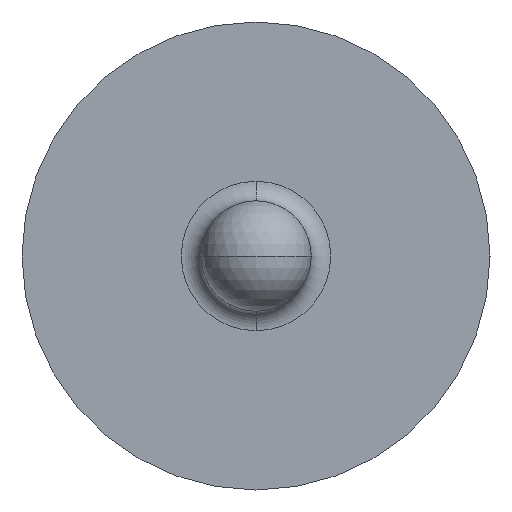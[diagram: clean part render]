
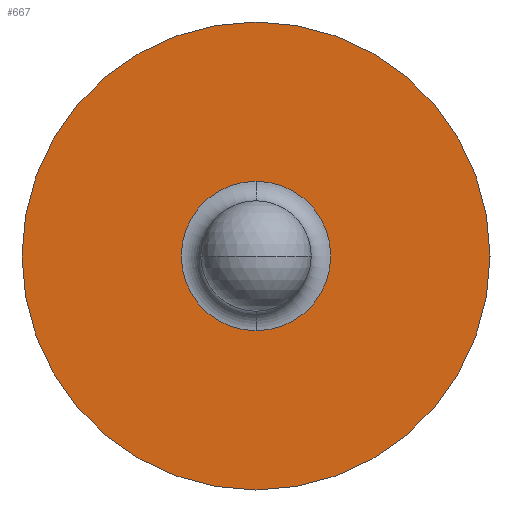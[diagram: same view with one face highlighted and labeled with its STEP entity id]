
A CAD part, left-side view. The second image highlights one B-rep face of the part: STEP entity #667.
In plain terms, the highlighted planar face has unit normal (-1, 0, 0).
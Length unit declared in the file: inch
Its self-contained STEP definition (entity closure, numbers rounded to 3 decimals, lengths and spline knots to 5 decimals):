
#4 = AXIS2_PLACEMENT_3D ( 'NONE', #23, #307, #298 ) ;
#11 = DIRECTION ( 'NONE',  ( -1., 0., 0. ) ) ;
#23 = CARTESIAN_POINT ( 'NONE',  ( 0.069, 0., 0. ) ) ;
#43 = EDGE_LOOP ( 'NONE', ( #71, #486 ) ) ;
#55 = DIRECTION ( 'NONE',  ( 0., 0., 1. ) ) ;
#71 = ORIENTED_EDGE ( 'NONE', *, *, #127, .T. ) ;
#78 = PLANE ( 'NONE',  #173 ) ;
#79 = DIRECTION ( 'NONE',  ( -1., 0., 0. ) ) ;
#127 = EDGE_CURVE ( 'NONE', #492, #227, #461, .T. ) ;
#141 = CIRCLE ( 'NONE', #544, 0.036 ) ;
#173 = AXIS2_PLACEMENT_3D ( 'NONE', #289, #247, #348 ) ;
#217 = VERTEX_POINT ( 'NONE', #290 ) ;
#227 = VERTEX_POINT ( 'NONE', #235 ) ;
#235 = CARTESIAN_POINT ( 'NONE',  ( 0.069, 0., -0.036 ) ) ;
#247 = DIRECTION ( 'NONE',  ( 1., 0., 0. ) ) ;
#248 = DIRECTION ( 'NONE',  ( 0., 0., 1. ) ) ;
#261 = EDGE_CURVE ( 'NONE', #453, #217, #705, .T. ) ;
#287 = EDGE_CURVE ( 'NONE', #227, #492, #141, .T. ) ;
#289 = CARTESIAN_POINT ( 'NONE',  ( 0.069, 0.036, 0. ) ) ;
#290 = CARTESIAN_POINT ( 'NONE',  ( 0.069, 0., 0.0115 ) ) ;
#298 = DIRECTION ( 'NONE',  ( 0., 0., 1. ) ) ;
#303 = DIRECTION ( 'NONE',  ( 0., 0., 1. ) ) ;
#307 = DIRECTION ( 'NONE',  ( -1., 0., 0. ) ) ;
#342 = AXIS2_PLACEMENT_3D ( 'NONE', #412, #349, #248 ) ;
#346 = EDGE_CURVE ( 'NONE', #217, #453, #371, .T. ) ;
#348 = DIRECTION ( 'NONE',  ( 0., 0., -1. ) ) ;
#349 = DIRECTION ( 'NONE',  ( -1., 0., 0. ) ) ;
#354 = FACE_BOUND ( 'NONE', #444, .T. ) ;
#371 = CIRCLE ( 'NONE', #4, 0.0115 ) ;
#412 = CARTESIAN_POINT ( 'NONE',  ( 0.069, 0., 0. ) ) ;
#426 = ORIENTED_EDGE ( 'NONE', *, *, #261, .F. ) ;
#444 = EDGE_LOOP ( 'NONE', ( #485, #426 ) ) ;
#453 = VERTEX_POINT ( 'NONE', #580 ) ;
#461 = CIRCLE ( 'NONE', #481, 0.036 ) ;
#468 = CARTESIAN_POINT ( 'NONE',  ( 0.069, 0., 0.036 ) ) ;
#481 = AXIS2_PLACEMENT_3D ( 'NONE', #493, #11, #55 ) ;
#485 = ORIENTED_EDGE ( 'NONE', *, *, #346, .F. ) ;
#486 = ORIENTED_EDGE ( 'NONE', *, *, #287, .T. ) ;
#492 = VERTEX_POINT ( 'NONE', #468 ) ;
#493 = CARTESIAN_POINT ( 'NONE',  ( 0.069, 0., 0. ) ) ;
#544 = AXIS2_PLACEMENT_3D ( 'NONE', #573, #79, #303 ) ;
#573 = CARTESIAN_POINT ( 'NONE',  ( 0.069, 0., 0. ) ) ;
#580 = CARTESIAN_POINT ( 'NONE',  ( 0.069, 0., -0.0115 ) ) ;
#619 = FACE_OUTER_BOUND ( 'NONE', #43, .T. ) ;
#667 = ADVANCED_FACE ( 'NONE', ( #354, #619 ), #78, .F. ) ;
#705 = CIRCLE ( 'NONE', #342, 0.0115 ) ;
